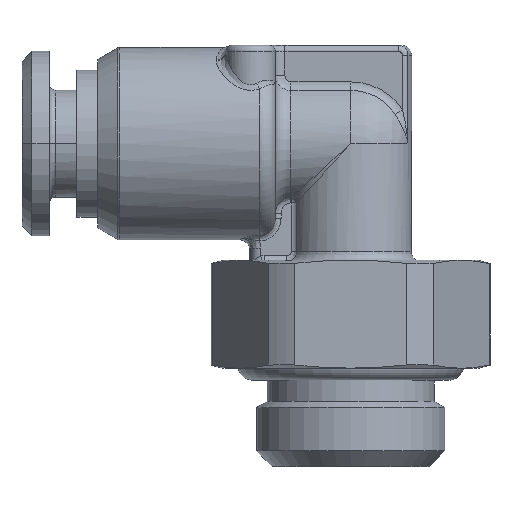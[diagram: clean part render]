
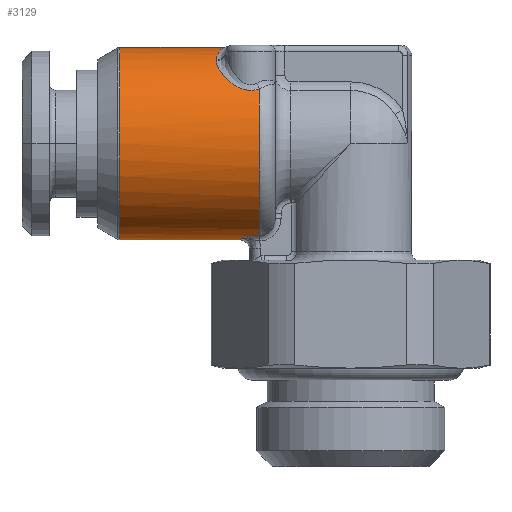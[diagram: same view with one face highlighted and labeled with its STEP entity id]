
A CAD part, top view. The second image highlights one B-rep face of the part: STEP entity #3129.
In plain terms, the highlighted cylindrical face has radius 4.9 mm (diameter 9.8 mm), a partial arc.
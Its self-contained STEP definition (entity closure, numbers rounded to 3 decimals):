
#133=CARTESIAN_POINT('',(-4.65,-4.677,1.461));
#134=CARTESIAN_POINT('',(-4.705,-4.677,1.461));
#135=CARTESIAN_POINT('',(-4.809,-4.68,1.452));
#136=CARTESIAN_POINT('',(-4.948,-4.69,1.419));
#137=CARTESIAN_POINT('',(-5.066,-4.704,1.372));
#138=CARTESIAN_POINT('',(-5.167,-4.72,1.316));
#139=CARTESIAN_POINT('',(-5.251,-4.737,1.255));
#140=CARTESIAN_POINT('',(-5.321,-4.753,1.194));
#141=CARTESIAN_POINT('',(-5.378,-4.767,1.133));
#142=CARTESIAN_POINT('',(-5.426,-4.781,1.074));
#143=CARTESIAN_POINT('',(-5.466,-4.793,1.019));
#144=CARTESIAN_POINT('',(-5.5,-4.804,
0.967));
#145=CARTESIAN_POINT('',(-5.529,-4.813,
0.918));
#146=CARTESIAN_POINT('',(-5.553,-4.821,
0.874));
#147=CARTESIAN_POINT('',(-5.568,-4.826,
0.848));
#148=CARTESIAN_POINT('',(-5.575,-4.828,
0.835));
#150=CARTESIAN_POINT('',(-5.65,-4.9,
0.));
#151=CARTESIAN_POINT('',(-5.65,-4.9,
0.071));
#152=CARTESIAN_POINT('',(-5.647,-4.897,
0.213));
#153=CARTESIAN_POINT('',(-5.632,-4.883,
0.426));
#154=CARTESIAN_POINT('',(-5.608,-4.86,
0.636));
#155=CARTESIAN_POINT('',(-5.586,-4.84,
0.769));
#156=CARTESIAN_POINT('',(-5.575,-4.828,
0.835));
#158=CARTESIAN_POINT('',(-11.77,0.,0.));
#159=DIRECTION('',(1.,0.,0.));
#160=DIRECTION('',(0.,1.,0.));
#161=AXIS2_PLACEMENT_3D('',#158,#159,#160);
#163=CARTESIAN_POINT('',(-6.437,4.9,0.));
#164=CARTESIAN_POINT('',(-6.437,4.9,0.095));
#165=CARTESIAN_POINT('',(-6.449,4.894,0.282));
#166=CARTESIAN_POINT('',(-6.489,4.872,0.542));
#167=CARTESIAN_POINT('',(-6.547,4.835,0.81));
#168=CARTESIAN_POINT('',(-6.613,4.783,1.078));
#169=CARTESIAN_POINT('',(-6.68,4.715,1.343));
#170=CARTESIAN_POINT('',(-6.742,4.634,1.599));
#171=CARTESIAN_POINT('',(-6.793,4.542,1.846));
#172=CARTESIAN_POINT('',(-6.836,4.423,2.116));
#173=CARTESIAN_POINT('',(-6.85,4.322,2.312));
#174=CARTESIAN_POINT('',(-6.85,4.265,2.413));
#176=CARTESIAN_POINT('',(-6.85,0.,0.));
#177=DIRECTION('',(1.,0.,0.));
#178=DIRECTION('',(0.,0.87,0.492));
#179=AXIS2_PLACEMENT_3D('',#176,#177,#178);
#181=CARTESIAN_POINT('',(-6.85,4.217,2.495));
#182=CARTESIAN_POINT('',(-6.85,4.114,2.669));
#183=CARTESIAN_POINT('',(-6.79,3.9,2.983));
#184=CARTESIAN_POINT('',(-6.584,3.569,3.367));
#185=CARTESIAN_POINT('',(-6.326,3.28,3.646));
#186=CARTESIAN_POINT('',(-6.029,3.03,3.855));
#187=CARTESIAN_POINT('',(-5.699,2.833,4.));
#188=CARTESIAN_POINT('',(-5.346,2.715,4.079));
#189=CARTESIAN_POINT('',(-5.001,2.699,4.09));
#190=CARTESIAN_POINT('',(-4.766,2.746,4.058));
#191=CARTESIAN_POINT('',(-4.65,2.787,4.03));
#193=CARTESIAN_POINT('',(-4.65,0.,0.));
#194=DIRECTION('',(1.,0.,0.));
#195=DIRECTION('',(0.,0.569,0.822));
#196=AXIS2_PLACEMENT_3D('',#193,#194,#195);
#219=CARTESIAN_POINT('',(-4.65,2.787,4.03));
#339=DIRECTION('',(-1.,0.,0.));
#340=VECTOR('',#339,5.333);
#341=CARTESIAN_POINT('',(-6.437,4.9,0.));
#342=LINE('',#341,#340);
#348=DIRECTION('',(-1.,0.,0.));
#349=VECTOR('',#348,6.12);
#350=CARTESIAN_POINT('',(-5.65,-4.9,
0.));
#351=LINE('',#350,#349);
#2508=CARTESIAN_POINT('',(-11.77,4.9,0.));
#2509=CARTESIAN_POINT('',(-11.77,-4.9,0.));
#2510=VERTEX_POINT('',#2508);
#2511=VERTEX_POINT('',#2509);
#2579=VERTEX_POINT('',#219);
#2582=VERTEX_POINT('',#181);
#2584=VERTEX_POINT('',#163);
#2585=VERTEX_POINT('',#174);
#2617=CARTESIAN_POINT('',(-5.65,-4.9,
0.));
#2619=VERTEX_POINT('',#2617);
#2890=VERTEX_POINT('',#133);
#2891=VERTEX_POINT('',#148);
#3105=CARTESIAN_POINT('',(-13.7,0.,0.));
#3106=DIRECTION('',(1.,0.,0.));
#3107=DIRECTION('',(0.,-1.,0.));
#3108=AXIS2_PLACEMENT_3D('',#3105,#3106,#3107);
#3109=CYLINDRICAL_SURFACE('',#3108,4.9);
#3111=ORIENTED_EDGE('',*,*,#3110,.T.);
#3113=ORIENTED_EDGE('',*,*,#3112,.F.);
#3115=ORIENTED_EDGE('',*,*,#3114,.T.);
#3116=ORIENTED_EDGE('',*,*,#3095,.F.);
#3118=ORIENTED_EDGE('',*,*,#3117,.F.);
#3120=ORIENTED_EDGE('',*,*,#3119,.T.);
#3122=ORIENTED_EDGE('',*,*,#3121,.T.);
#3124=ORIENTED_EDGE('',*,*,#3123,.T.);
#3126=ORIENTED_EDGE('',*,*,#3125,.T.);
#3127=EDGE_LOOP('',(#3111,#3113,#3115,#3116,#3118,#3120,#3122,#3124,#3126));
#3128=FACE_OUTER_BOUND('',#3127,.F.);
#3129=ADVANCED_FACE('',(#3128),#3109,.T.);
#149=B_SPLINE_CURVE_WITH_KNOTS('',3,(#133,#134,#135,#136,#137,#138,#139,#140,
#141,#142,#143,#144,#145,#146,#147,#148),.UNSPECIFIED.,.F.,.F.,(4,1,1,1,1,1,1,1,
1,1,1,1,1,4),(0.,0.077,0.154,0.231,
0.308,0.385,0.462,0.538,
0.615,0.692,0.769,0.846,
0.923,1.),.UNSPECIFIED.);
#157=B_SPLINE_CURVE_WITH_KNOTS('',3,(#150,#151,#152,#153,#154,#155,#156),
.UNSPECIFIED.,.F.,.F.,(4,1,1,1,4),(0.,0.25,0.5,0.75,1.),
.UNSPECIFIED.);
#162=CIRCLE('',#161,4.9);
#175=B_SPLINE_CURVE_WITH_KNOTS('',3,(#163,#164,#165,#166,#167,#168,#169,#170,
#171,#172,#173,#174),.UNSPECIFIED.,.F.,.F.,(4,1,1,1,1,1,1,1,1,4),(0.,
0.111,0.222,0.333,0.444,
0.556,0.667,0.778,0.889,1.),
.UNSPECIFIED.);
#180=CIRCLE('',#179,4.9);
#192=B_SPLINE_CURVE_WITH_KNOTS('',3,(#181,#182,#183,#184,#185,#186,#187,#188,
#189,#190,#191),.UNSPECIFIED.,.F.,.F.,(4,1,1,1,1,1,1,1,4),(0.,0.125,0.25,
0.375,0.5,0.625,0.75,0.875,1.),.UNSPECIFIED.);
#197=CIRCLE('',#196,4.9);
#3095=EDGE_CURVE('',#2510,#2511,#162,.T.);
#3110=EDGE_CURVE('',#2890,#2891,#149,.T.);
#3112=EDGE_CURVE('',#2619,#2891,#157,.T.);
#3114=EDGE_CURVE('',#2619,#2511,#351,.T.);
#3117=EDGE_CURVE('',#2584,#2510,#342,.T.);
#3119=EDGE_CURVE('',#2584,#2585,#175,.T.);
#3121=EDGE_CURVE('',#2585,#2582,#180,.T.);
#3123=EDGE_CURVE('',#2582,#2579,#192,.T.);
#3125=EDGE_CURVE('',#2579,#2890,#197,.T.);
